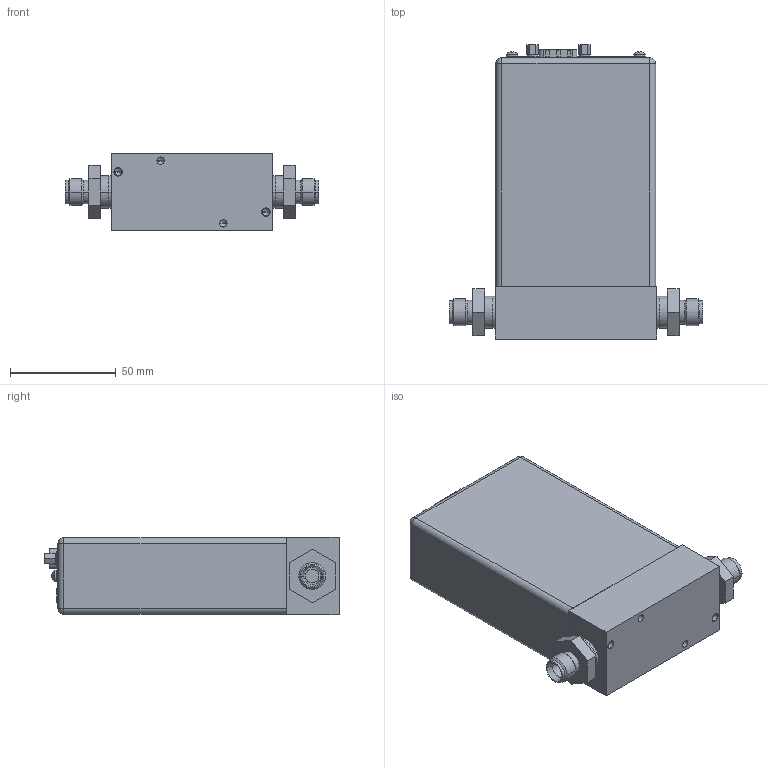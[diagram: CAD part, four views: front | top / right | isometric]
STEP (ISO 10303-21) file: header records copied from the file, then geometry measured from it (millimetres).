
FILE_DESCRIPTION((''),'2;1');
FILE_NAME('GM50A_9-PIN_4VCR_ASM','2014-09-25T',('cockrofm'),(''),'PRO/ENGINEER BY PARAMETRIC TECHNOLOGY CORPORATION, 2011490','PRO/ENGINEER BY PARAMETRIC TECHNOLOGY CORPORATION, 2011490','');
FILE_SCHEMA(('CONFIG_CONTROL_DESIGN'));
Length unit declared in the file: inch
Products named in the file (14): 4VCR_ASM_9_ASM_ASM; 1038688_CONN_RJ45_1; 1041560_BRACKET_2; 1046138-001_1; 119937-P9_SMALL-SINGLE_1; 1016309-003_1; 171-009-113_1; 185-3740_2; 1011702-002_4-40_PAN-HD-SEMS_2; 9-PIN_4VCR_ASM_3_ASM_ASM; PRT0003; GE50A_9-PIN_4VCR_ASM_ASM; 1051894_FITTING-8MM; GM50A_9-PIN_4VCR_ASM
Assembly tree (17 placements, depth 4):
  GM50A_9-PIN_4VCR_ASM
    GE50A_9-PIN_4VCR_ASM_ASM
      9-PIN_4VCR_ASM_3_ASM_ASM
        4VCR_ASM_9_ASM_ASM
        1038688_CONN_RJ45_1
        1041560_BRACKET_2
        1046138-001_1
        119937-P9_SMALL-SINGLE_1
        1016309-003_1  x2
        171-009-113_1
        185-3740_2  x2
        1011702-002_4-40_PAN-HD-SEMS_2  x2
      PRT0003
    1051894_FITTING-8MM  x2
Bounding box: 119.99 x 139.17 x 36.83 mm (x, y, z)
Volume: 106674.4 mm3; surface area: 79515.6 mm2
Topology: 14 solids, 20 shells, 860 faces, 2028 edges, 1265 vertices
Faces by surface type: plane 371, cylinder 297, extrusion 64, torus 57, cone 52, sphere 14, bspline 5
Entity records: 22420 total; most frequent: CARTESIAN_POINT 5126, DIRECTION 3718, ORIENTED_EDGE 3338, EDGE_CURVE 1681, AXIS2_PLACEMENT_3D 1389, VERTEX_POINT 1076, VECTOR 940, LINE 896
